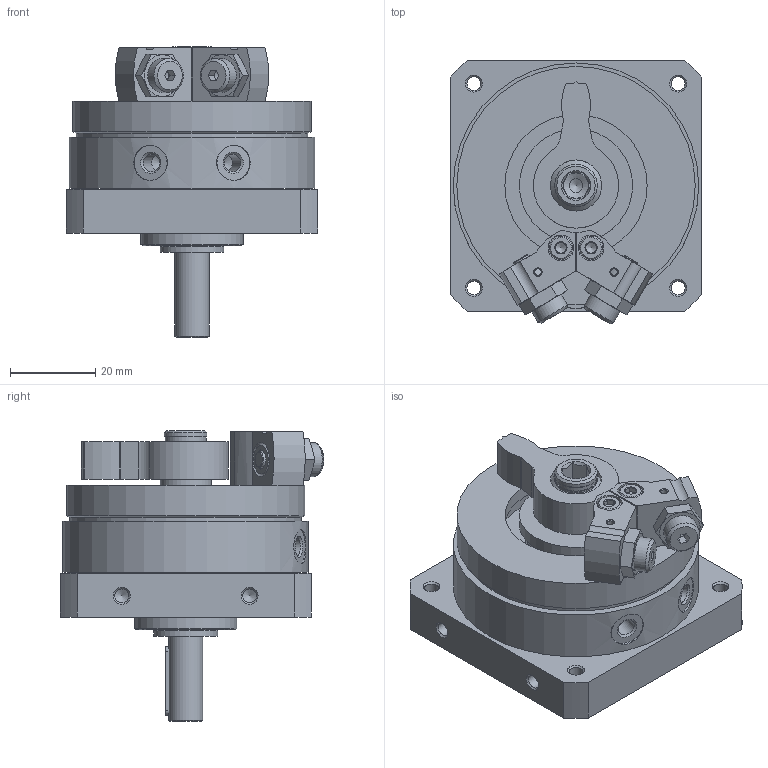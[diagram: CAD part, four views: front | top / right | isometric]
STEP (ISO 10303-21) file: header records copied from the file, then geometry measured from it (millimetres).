
FILE_DESCRIPTION(/* description */ ('STEP AP214'),/* implementation_level */ '2;1');
FILE_NAME(/* name */ '547570_DSM-12-270-P-A-B',/* time_stamp */ '2024-08-21T17:56:12+02:00',/* author */ ('License CC BY-ND 4.0'),/* organization */ ('CADENAS'),/* preprocessor_version */ 'ST-DEVELOPER v19.3',/* originating_system */ 'PARTsolutions',/* authorisation */ ' ');
FILE_SCHEMA (('AUTOMOTIVE_DESIGN {1 0 10303 214 3 1 1}'));
Length unit declared in the file: millimetre
Products named in the file (10): 547570 DSM-12-270-P-A-B--(0); 547570 DSM-12-270-P-A-B_G---(B); 704061 DSM-12-BR---(HZ); 710515 DSM-12-P-B; 686823 DGSL-8-PJ; 342620 DSM-12_NS; DIN-912 - M3x16(F); 367241 Flachmutter M8X1-3-10; 704060 DSM-12-BL---(HZ); 547570 DSM-12-270-P-A-B_K---(B)
Assembly tree (14 placements, depth 2):
  547570 DSM-12-270-P-A-B--(0)
    547570 DSM-12-270-P-A-B_G---(B)
    704061 DSM-12-BR---(HZ)
    710515 DSM-12-P-B  x2
    686823 DGSL-8-PJ  x2
    342620 DSM-12_NS  x2
    DIN-912 - M3x16(F)  x2
    367241 Flachmutter M8X1-3-10  x2
    704060 DSM-12-BL---(HZ)
    547570 DSM-12-270-P-A-B_K---(B)
Bounding box: 59 x 61.98 x 68.3 mm (x, y, z)
Volume: 93557.4 mm3; surface area: 30181.1 mm2
Topology: 14 solids, 14 shells, 342 faces, 773 edges, 484 vertices
Faces by surface type: plane 148, cylinder 103, cone 86, torus 5
Full cylindrical faces by diameter (mm): 1.567 x2, 2.459 x3, 3 x2, 3.2 x1, 3.242 x11, 3.6 x2, 4.134 x2, 4.5 x2, 5.5 x2, 6 x2, 6.917 x4, 8 x3, 8.3 x2, 9.6 x1, 10 x2, 12 x3, 15 x1, 23 x1, 24 x1, 26.6 x1, 33.4 x1, 37 x1, 43 x1, 54.4 x1, 56 x1, 57.65 x1
Entity records: 7165 total; most frequent: CARTESIAN_POINT 1293, DIRECTION 1239, ORIENTED_EDGE 936, AXIS2_PLACEMENT_3D 523, EDGE_CURVE 468, FACE_BOUND 435, EDGE_LOOP 423, VERTEX_POINT 365
